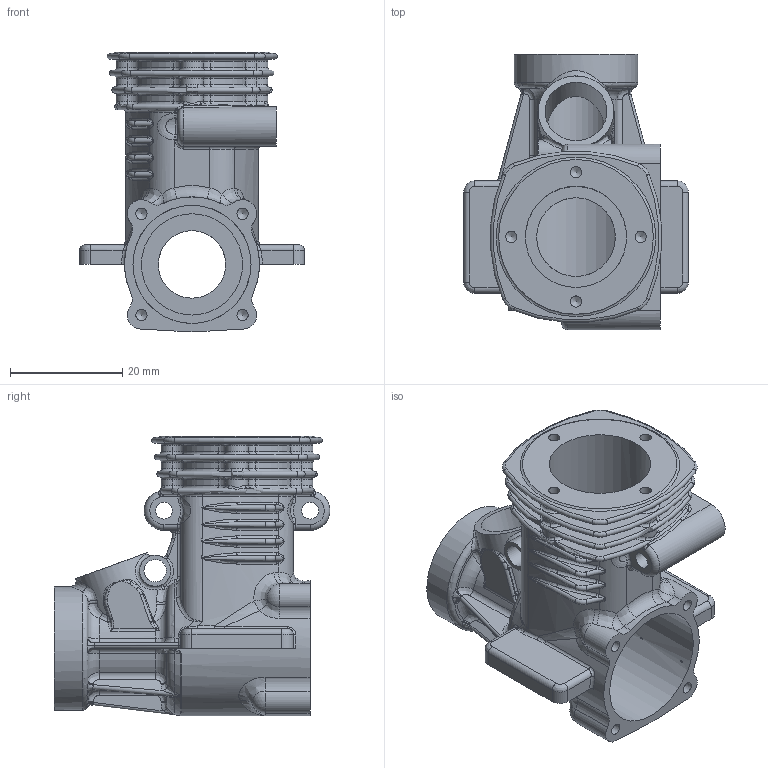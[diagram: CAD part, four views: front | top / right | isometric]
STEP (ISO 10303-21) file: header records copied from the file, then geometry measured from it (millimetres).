
FILE_DESCRIPTION(/* description */ (''),/* implementation_level */ '2;1');
FILE_NAME(/* name */ 'engine_bloc.stp',/* time_stamp */ '2014-10-28T10:13:06+01:00',/* author */ ('Thomas Paviot'),/* organization */ (''),/* preprocessor_version */ 'ST-DEVELOPER v15.6',/* originating_system */ 'Autodesk Inventor 2015',/* authorisation */ '');
FILE_SCHEMA (('CONFIG_CONTROL_DESIGN'));
Length unit declared in the file: millimetre
Products named in the file (1): bloc_moteur_pour_doc_pyocc
Bounding box: 40 x 49.02 x 49.75 mm (x, y, z)
Volume: 14110 mm3; surface area: 15847.3 mm2
Topology: 1 solids, 1 shells, 822 faces, 1989 edges, 1148 vertices
Faces by surface type: bspline 268, torus 218, cylinder 210, plane 97, cone 16, sphere 13
Full cylindrical faces by diameter (mm): 2.013 x8, 3 x2, 4 x1, 5.5 x1, 11 x1, 12 x1, 13.5 x1, 14 x1, 18 x3, 21 x1, 22 x1
Entity records: 31472 total; most frequent: CARTESIAN_POINT 13676, ORIENTED_EDGE 3822, DIRECTION 3630, EDGE_CURVE 1911, AXIS2_PLACEMENT_3D 1659, VERTEX_POINT 1131, CIRCLE 1066, EDGE_LOOP 878
